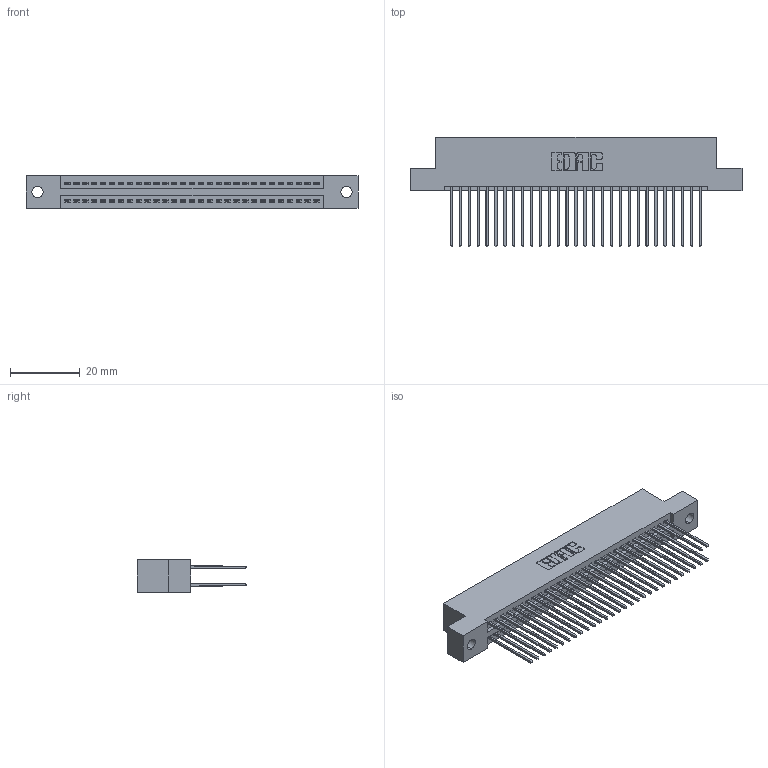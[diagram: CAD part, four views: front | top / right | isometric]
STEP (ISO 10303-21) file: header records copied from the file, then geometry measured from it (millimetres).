
FILE_DESCRIPTION (( 'STEP AP203' ), '1' );
FILE_NAME ('395-058-542-202.STEP', '2019-10-23T12:22:45', ( '' ), ( '' ), 'SwSTEP 2.0', 'SolidWorks 2016', '' );
FILE_SCHEMA (( 'CONFIG_CONTROL_DESIGN' ));
Length unit declared in the file: inch
Products named in the file (3): 345 Part_Flush Mounting Lugs - 0.128 Dia; 345-292-001_345-293-142; 395-058-542-202
Assembly tree (59 placements, depth 2):
  395-058-542-202
    345 Part_Flush Mounting Lugs - 0.128 Dia
    345-292-001_345-293-142  x58
Bounding box: 94.87 x 31.29 x 9.4 mm (x, y, z)
Volume: 9328.7 mm3; surface area: 14528.4 mm2
Topology: 59 solids, 59 shells, 3026 faces, 8983 edges, 5910 vertices
Faces by surface type: plane 1994, cylinder 1032
Entity records: 24525 total; most frequent: CARTESIAN_POINT 4124, ORIENTED_EDGE 4058, DIRECTION 3653, EDGE_CURVE 2029, VECTOR 1781, LINE 1781, VERTEX_POINT 1350, AXIS2_PLACEMENT_3D 936
